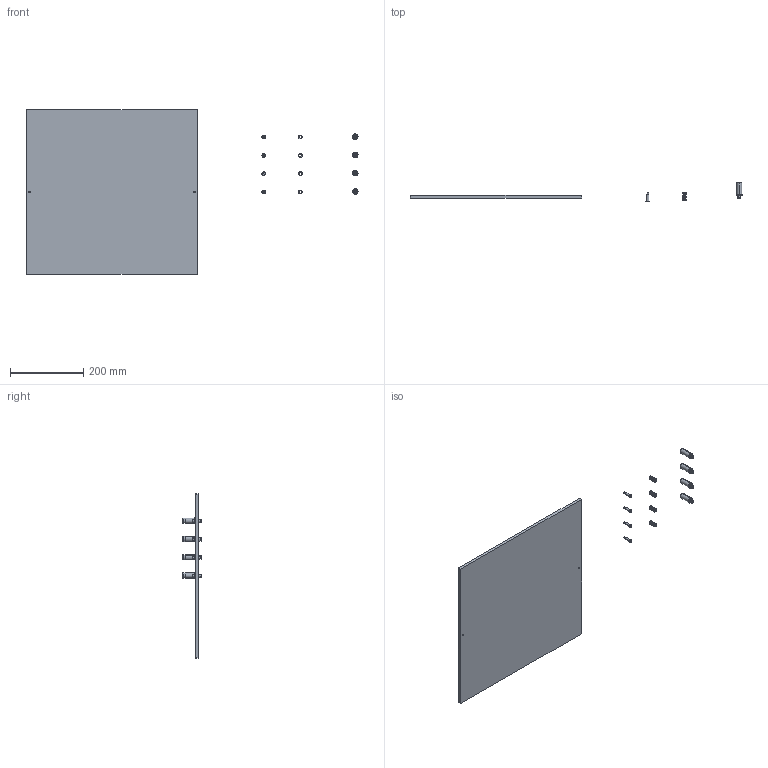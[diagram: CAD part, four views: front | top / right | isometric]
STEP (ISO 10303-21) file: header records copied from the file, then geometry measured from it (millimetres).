
FILE_DESCRIPTION (( 'STEP AP214' ), '1' );
FILE_NAME ('INGUN_113126.STEP', '2022-03-10T07:36:31', ( '' ), ( '' ), 'SwSTEP 2.0', 'SolidWorks 2018', '' );
FILE_SCHEMA (( 'AUTOMOTIVE_DESIGN' ));
Length unit declared in the file: millimetre
Products named in the file (7): 2196~6; DIN7991~n_M04,0x012; INGUN_113126; 2229~6; 1586~0; 112273~1_S; 34869~1
Assembly tree (21 placements, depth 2):
  INGUN_113126
    112273~1_S
    34869~1  x4
    1586~0  x4
    2196~6  x4
    DIN7991~n_M04,0x012  x4
    2229~6  x4
Bounding box: 907.5 x 53.6 x 450 mm (x, y, z)
Volume: 1715790 mm3; surface area: 457788.8 mm2
Topology: 21 solids, 21 shells, 334 faces, 728 edges, 448 vertices
Faces by surface type: cylinder 160, plane 94, cone 56, torus 16, bspline 8
Entity records: 8307 total; most frequent: CARTESIAN_POINT 5460, DIRECTION 532, ORIENTED_EDGE 410, AXIS2_PLACEMENT_3D 222, EDGE_CURVE 205, VERTEX_POINT 130, CIRCLE 106, EDGE_LOOP 105
